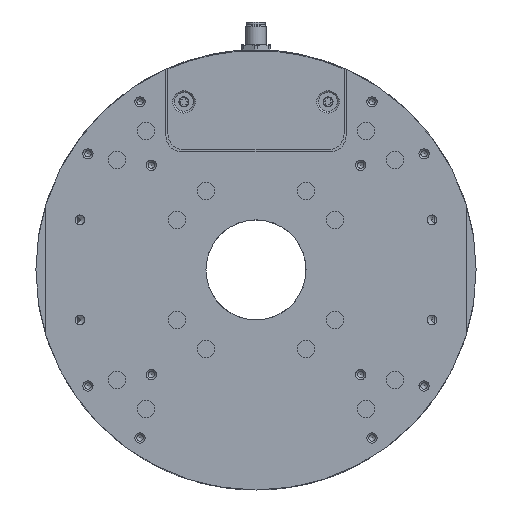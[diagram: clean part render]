
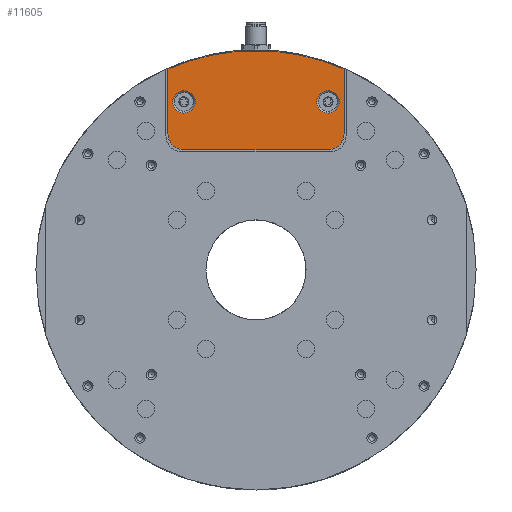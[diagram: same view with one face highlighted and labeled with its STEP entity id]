
A CAD part, front view. The second image highlights one B-rep face of the part: STEP entity #11605.
In plain terms, the highlighted planar face has unit normal (0, -1, 0).
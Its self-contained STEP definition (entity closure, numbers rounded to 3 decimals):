
#1153=FACE_BOUND('',#2661,.T.);
#1154=FACE_BOUND('',#2662,.T.);
#1870=FACE_OUTER_BOUND('',#2660,.T.);
#2660=EDGE_LOOP('',(#9522,#9523,#9524,#9525,#9526,#9527,#9528,#9529));
#2661=EDGE_LOOP('',(#9530));
#2662=EDGE_LOOP('',(#9531));
#3302=LINE('',#86314,#3907);
#3303=LINE('',#86318,#3908);
#3304=LINE('',#86322,#3909);
#3305=LINE('',#86325,#3910);
#3907=VECTOR('',#14319,16.19);
#3908=VECTOR('',#14322,10.457);
#3909=VECTOR('',#14325,16.19);
#3910=VECTOR('',#14328,36.);
#4248=CIRCLE('',#12329,4.);
#4249=CIRCLE('',#12330,54.8);
#4250=CIRCLE('',#12331,54.8);
#4251=CIRCLE('',#12332,4.);
#4252=CIRCLE('',#12333,2.8);
#4253=CIRCLE('',#12334,2.8);
#5303=VERTEX_POINT('',#86310);
#5304=VERTEX_POINT('',#86311);
#5305=VERTEX_POINT('',#86313);
#5306=VERTEX_POINT('',#86315);
#5307=VERTEX_POINT('',#86317);
#5308=VERTEX_POINT('',#86319);
#5309=VERTEX_POINT('',#86321);
#5310=VERTEX_POINT('',#86323);
#5311=VERTEX_POINT('',#86326);
#5312=VERTEX_POINT('',#86328);
#6838=EDGE_CURVE('',#5303,#5304,#4248,.T.);
#6839=EDGE_CURVE('',#5305,#5303,#3302,.T.);
#6840=EDGE_CURVE('',#5306,#5305,#4249,.T.);
#6841=EDGE_CURVE('',#5307,#5306,#3303,.T.);
#6842=EDGE_CURVE('',#5308,#5307,#4250,.T.);
#6843=EDGE_CURVE('',#5309,#5308,#3304,.T.);
#6844=EDGE_CURVE('',#5310,#5309,#4251,.T.);
#6845=EDGE_CURVE('',#5304,#5310,#3305,.T.);
#6846=EDGE_CURVE('',#5311,#5311,#4252,.T.);
#6847=EDGE_CURVE('',#5312,#5312,#4253,.T.);
#9522=ORIENTED_EDGE('',*,*,#6838,.F.);
#9523=ORIENTED_EDGE('',*,*,#6839,.F.);
#9524=ORIENTED_EDGE('',*,*,#6840,.F.);
#9525=ORIENTED_EDGE('',*,*,#6841,.F.);
#9526=ORIENTED_EDGE('',*,*,#6842,.F.);
#9527=ORIENTED_EDGE('',*,*,#6843,.F.);
#9528=ORIENTED_EDGE('',*,*,#6844,.F.);
#9529=ORIENTED_EDGE('',*,*,#6845,.F.);
#9530=ORIENTED_EDGE('',*,*,#6846,.T.);
#9531=ORIENTED_EDGE('',*,*,#6847,.T.);
#10302=PLANE('',#12328);
#11605=ADVANCED_FACE('',(#1870,#1153,#1154),#10302,.T.);
#12328=AXIS2_PLACEMENT_3D('',#86309,#14315,#14316);
#12329=AXIS2_PLACEMENT_3D('',#86312,#14317,#14318);
#12330=AXIS2_PLACEMENT_3D('',#86316,#14320,#14321);
#12331=AXIS2_PLACEMENT_3D('',#86320,#14323,#14324);
#12332=AXIS2_PLACEMENT_3D('',#86324,#14326,#14327);
#12333=AXIS2_PLACEMENT_3D('',#86327,#14329,#14330);
#12334=AXIS2_PLACEMENT_3D('',#86329,#14331,#14332);
#14315=DIRECTION('center_axis',(0.,-1.,0.));
#14316=DIRECTION('ref_axis',(1.,0.,0.));
#14317=DIRECTION('center_axis',(0.,1.,0.));
#14318=DIRECTION('ref_axis',(0.,0.,
1.));
#14319=DIRECTION('',(0.,0.,-1.));
#14320=DIRECTION('center_axis',(0.,1.,0.));
#14321=DIRECTION('ref_axis',(-0.401,0.,-0.916));
#14322=DIRECTION('',(1.,0.,0.));
#14323=DIRECTION('center_axis',(0.,1.,0.));
#14324=DIRECTION('ref_axis',(0.095,0.,-0.995));
#14325=DIRECTION('',(0.,0.,1.));
#14326=DIRECTION('center_axis',(0.,1.,0.));
#14327=DIRECTION('ref_axis',(1.,0.,0.));
#14328=DIRECTION('',(-1.,0.,0.));
#14329=DIRECTION('center_axis',(0.,1.,0.));
#14330=DIRECTION('ref_axis',(1.,0.,0.));
#14331=DIRECTION('center_axis',(0.,1.,0.));
#14332=DIRECTION('ref_axis',(1.,0.,0.));
#86309=CARTESIAN_POINT('Origin',(0.,-25.4,41.567));
#86310=CARTESIAN_POINT('',(22.,-25.4,34.));
#86311=CARTESIAN_POINT('',(18.,-25.4,30.));
#86312=CARTESIAN_POINT('Origin',(18.,-25.4,34.));
#86313=CARTESIAN_POINT('',(22.,-25.4,50.19));
#86314=CARTESIAN_POINT('',(22.,-25.4,50.19));
#86315=CARTESIAN_POINT('',(5.229,-25.4,54.55));
#86316=CARTESIAN_POINT('Origin',(0.,-25.4,0.));
#86317=CARTESIAN_POINT('',(-5.229,-25.4,54.55));
#86318=CARTESIAN_POINT('',(-5.229,-25.4,54.55));
#86319=CARTESIAN_POINT('',(-22.,-25.4,50.19));
#86320=CARTESIAN_POINT('Origin',(0.,-25.4,0.));
#86321=CARTESIAN_POINT('',(-22.,-25.4,34.));
#86322=CARTESIAN_POINT('',(-22.,-25.4,34.));
#86323=CARTESIAN_POINT('',(-18.,-25.4,30.));
#86324=CARTESIAN_POINT('Origin',(-18.,-25.4,34.));
#86325=CARTESIAN_POINT('',(18.,-25.4,30.));
#86326=CARTESIAN_POINT('',(20.8,-25.4,42.));
#86327=CARTESIAN_POINT('Origin',(18.,-25.4,42.));
#86328=CARTESIAN_POINT('',(-15.2,-25.4,42.));
#86329=CARTESIAN_POINT('Origin',(-18.,-25.4,42.));
